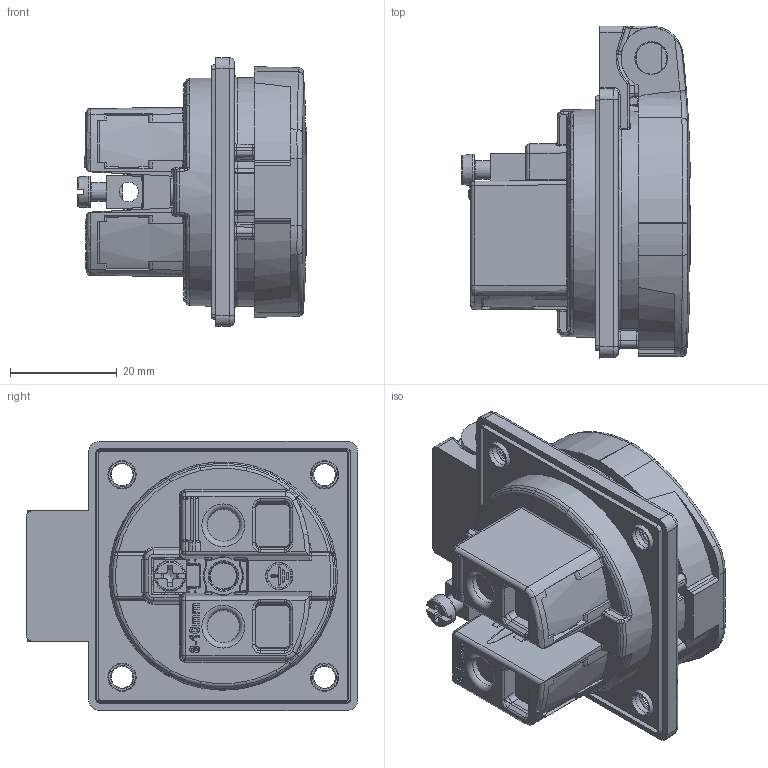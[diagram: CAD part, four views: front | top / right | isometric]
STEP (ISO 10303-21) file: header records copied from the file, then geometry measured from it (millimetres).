
FILE_DESCRIPTION (( 'STEP AP203' ), '1' );
FILE_NAME ('1040-0bs.STEP', '2019-08-05T13:51:05', ( '' ), ( '' ), 'SwSTEP 2.0', 'SolidWorks 2019', '' );
FILE_SCHEMA (( 'CONFIG_CONTROL_DESIGN' ));
Products named in the file (1): 1040-0bs
Bounding box: 42.95 x 62.25 x 50.5 mm (x, y, z)
Volume: 55080 mm3; surface area: 15537.6 mm2
Topology: 1 solids, 3 shells, 1233 faces, 3109 edges, 1893 vertices
Faces by surface type: plane 375, cylinder 319, bspline 273, torus 136, cone 92, sphere 38
Full cylindrical faces by diameter (mm): 3.5 x1, 3.6 x1, 5.45 x4, 5.75 x2, 6.2 x4
Entity records: 44429 total; most frequent: CARTESIAN_POINT 17682, ORIENTED_EDGE 5988, DIRECTION 4992, EDGE_CURVE 2994, AXIS2_PLACEMENT_3D 1911, VERTEX_POINT 1859, EDGE_LOOP 1343, FACE_OUTER_BOUND 1257
